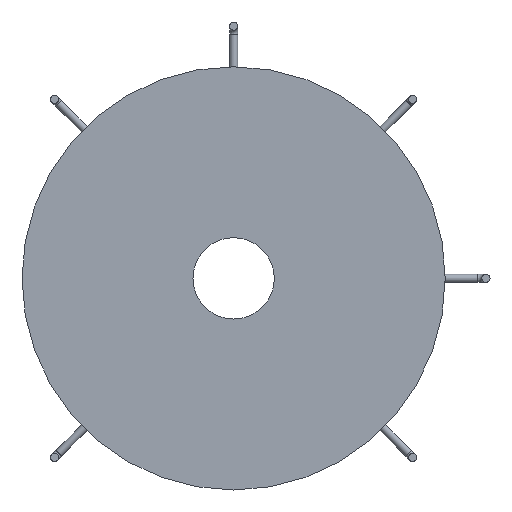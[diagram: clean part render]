
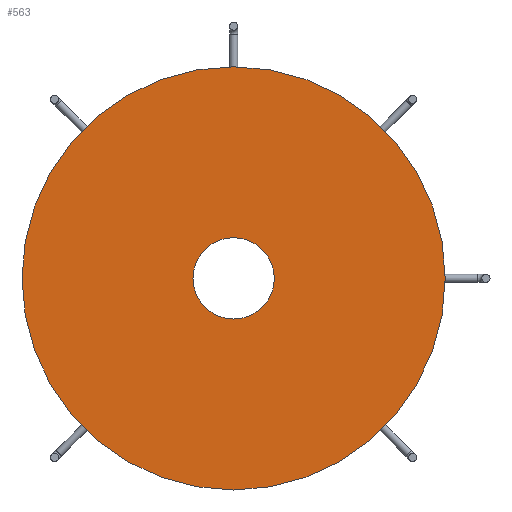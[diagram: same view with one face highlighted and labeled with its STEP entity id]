
A CAD part, front view. The second image highlights one B-rep face of the part: STEP entity #563.
In plain terms, the highlighted planar face has unit normal (0, -1, 0).
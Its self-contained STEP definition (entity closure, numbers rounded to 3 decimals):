
#35=FACE_BOUND('',#112,.T.);
#37=PLANE('',#645);
#65=FACE_OUTER_BOUND('',#111,.T.);
#111=EDGE_LOOP('',(#378));
#112=EDGE_LOOP('',(#379));
#186=CIRCLE('',#641,5.);
#187=CIRCLE('',#643,26.);
#249=VERTEX_POINT('',#986);
#250=VERTEX_POINT('',#990);
#301=EDGE_CURVE('',#249,#249,#186,.T.);
#302=EDGE_CURVE('',#250,#250,#187,.T.);
#378=ORIENTED_EDGE('',*,*,#302,.T.);
#379=ORIENTED_EDGE('',*,*,#301,.T.);
#563=ADVANCED_FACE('',(#65,#35),#37,.F.);
#641=AXIS2_PLACEMENT_3D('',#988,#755,#756);
#643=AXIS2_PLACEMENT_3D('',#991,#759,#760);
#645=AXIS2_PLACEMENT_3D('',#995,#764,#765);
#755=DIRECTION('center_axis',(0.,1.,0.));
#756=DIRECTION('ref_axis',(1.,0.,0.));
#759=DIRECTION('center_axis',(0.,-1.,0.));
#760=DIRECTION('ref_axis',(1.,0.,0.));
#764=DIRECTION('center_axis',(0.,1.,0.));
#765=DIRECTION('ref_axis',(0.,0.,1.));
#986=CARTESIAN_POINT('',(-5.,-18.,0.));
#988=CARTESIAN_POINT('Origin',(0.,-18.,0.));
#990=CARTESIAN_POINT('',(-26.,-18.,0.));
#991=CARTESIAN_POINT('Origin',(0.,-18.,0.));
#995=CARTESIAN_POINT('Origin',(0.,-18.,0.));
